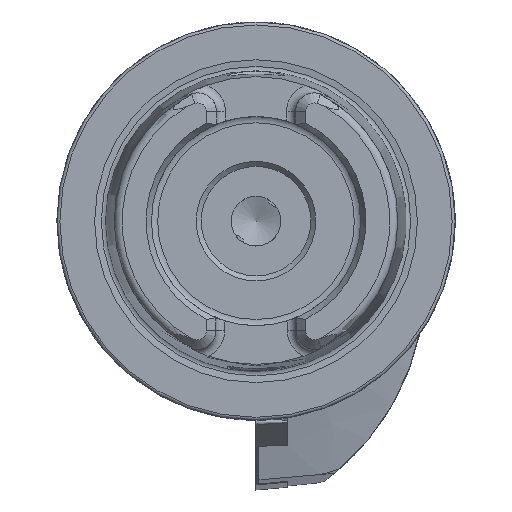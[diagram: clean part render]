
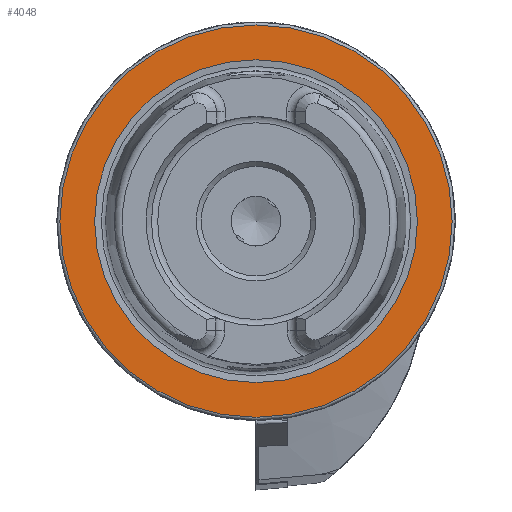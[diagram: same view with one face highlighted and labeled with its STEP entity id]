
A CAD part, left-side view. The second image highlights one B-rep face of the part: STEP entity #4048.
In plain terms, the highlighted planar face has unit normal (-1, 0, 0).
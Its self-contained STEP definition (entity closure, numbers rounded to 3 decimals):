
#795 = ORIENTED_EDGE ( 'NONE', *, *, #5310, .F. ) ;
#823 = CARTESIAN_POINT ( 'NONE',  ( 0., 0., 19.7 ) ) ;
#1982 = CARTESIAN_POINT ( 'NONE',  ( 0., 0., 0. ) ) ;
#2098 = CARTESIAN_POINT ( 'NONE',  ( 0., 0., 0. ) ) ;
#2773 = DIRECTION ( 'NONE',  ( 0., 0., 1. ) ) ;
#2808 = EDGE_LOOP ( 'NONE', ( #795 ) ) ;
#2926 = CIRCLE ( 'NONE', #3237, 19.7 ) ;
#2974 = DIRECTION ( 'NONE',  ( 1., 0., 0. ) ) ;
#3029 = FACE_OUTER_BOUND ( 'NONE', #3171, .T. ) ;
#3171 = EDGE_LOOP ( 'NONE', ( #5745 ) ) ;
#3206 = VERTEX_POINT ( 'NONE', #823 ) ;
#3237 = AXIS2_PLACEMENT_3D ( 'NONE', #1982, #9890, #2773 ) ;
#3869 = EDGE_CURVE ( 'NONE', #3206, #3206, #2926, .T. ) ;
#4048 = ADVANCED_FACE ( 'NONE', ( #9086, #3029 ), #4547, .F. ) ;
#4547 = PLANE ( 'NONE',  #6986 ) ;
#5136 = DIRECTION ( 'NONE',  ( 0., 0., 1. ) ) ;
#5310 = EDGE_CURVE ( 'NONE', #7253, #7253, #6242, .T. ) ;
#5334 = CARTESIAN_POINT ( 'NONE',  ( 0., 19.7, 0. ) ) ;
#5745 = ORIENTED_EDGE ( 'NONE', *, *, #3869, .T. ) ;
#5924 = DIRECTION ( 'NONE',  ( -1., 0., 0. ) ) ;
#6242 = CIRCLE ( 'NONE', #8586, 16.207 ) ;
#6862 = DIRECTION ( 'NONE',  ( 0., 0., -1. ) ) ;
#6986 = AXIS2_PLACEMENT_3D ( 'NONE', #5334, #2974, #6862 ) ;
#7101 = CARTESIAN_POINT ( 'NONE',  ( 0., 0., 16.207 ) ) ;
#7253 = VERTEX_POINT ( 'NONE', #7101 ) ;
#8586 = AXIS2_PLACEMENT_3D ( 'NONE', #2098, #5924, #5136 ) ;
#9086 = FACE_BOUND ( 'NONE', #2808, .T. ) ;
#9890 = DIRECTION ( 'NONE',  ( -1., 0., 0. ) ) ;
